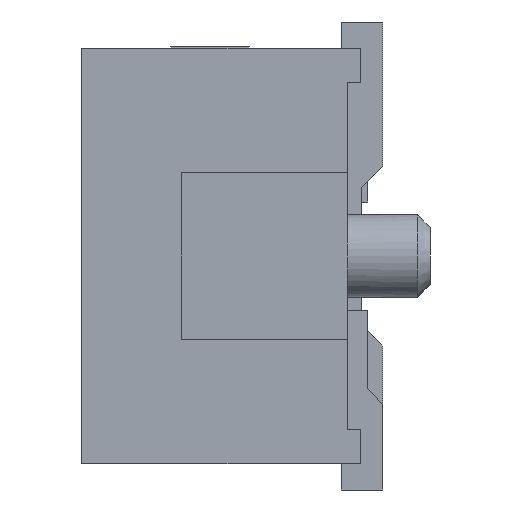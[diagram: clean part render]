
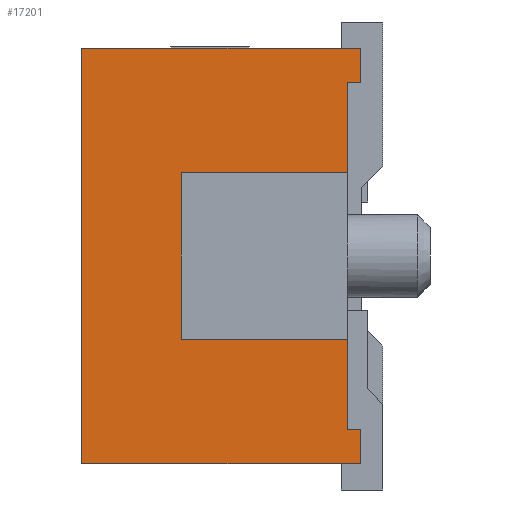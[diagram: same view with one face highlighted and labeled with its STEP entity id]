
A CAD part, left-side view. The second image highlights one B-rep face of the part: STEP entity #17201.
In plain terms, the highlighted planar face has unit normal (-1, 0, 0).
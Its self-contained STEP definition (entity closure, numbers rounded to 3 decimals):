
#935=DIRECTION('',(0.,0.,1.));
#936=VECTOR('',#935,1.385);
#937=CARTESIAN_POINT('',(-6.6,0.,-2.655));
#938=LINE('',#937,#936);
#939=DIRECTION('',(0.,1.,0.));
#940=VECTOR('',#939,0.2);
#941=CARTESIAN_POINT('',(-6.6,-0.2,-2.655));
#942=LINE('',#941,#940);
#943=DIRECTION('',(0.,0.,1.));
#944=VECTOR('',#943,0.52);
#945=CARTESIAN_POINT('',(-6.6,-0.2,-3.175));
#946=LINE('',#945,#944);
#947=DIRECTION('',(0.,-1.,0.));
#948=VECTOR('',#947,4.26);
#949=CARTESIAN_POINT('',(-6.6,4.06,-3.175));
#950=LINE('',#949,#948);
#951=DIRECTION('',(0.,0.,-1.));
#952=VECTOR('',#951,6.35);
#953=CARTESIAN_POINT('',(-6.6,4.06,3.175));
#954=LINE('',#953,#952);
#955=DIRECTION('',(0.,1.,0.));
#956=VECTOR('',#955,4.26);
#957=CARTESIAN_POINT('',(-6.6,-0.2,3.175));
#958=LINE('',#957,#956);
#959=DIRECTION('',(0.,0.,1.));
#960=VECTOR('',#959,0.52);
#961=CARTESIAN_POINT('',(-6.6,-0.2,2.655));
#962=LINE('',#961,#960);
#963=DIRECTION('',(0.,-1.,0.));
#964=VECTOR('',#963,0.2);
#965=CARTESIAN_POINT('',(-6.6,0.,2.655));
#966=LINE('',#965,#964);
#967=DIRECTION('',(0.,0.,1.));
#968=VECTOR('',#967,1.385);
#969=CARTESIAN_POINT('',(-6.6,0.,1.27));
#970=LINE('',#969,#968);
#1023=DIRECTION('',(0.,1.,0.));
#1024=VECTOR('',#1023,2.54);
#1025=CARTESIAN_POINT('',(-6.6,0.,1.27));
#1026=LINE('',#1025,#1024);
#1110=DIRECTION('',(0.,-1.,0.));
#1111=VECTOR('',#1110,2.54);
#1112=CARTESIAN_POINT('',(-6.6,2.54,-1.27));
#1113=LINE('',#1112,#1111);
#1122=DIRECTION('',(0.,0.,1.));
#1123=VECTOR('',#1122,2.54);
#1124=CARTESIAN_POINT('',(-6.6,2.54,-1.27));
#1125=LINE('',#1124,#1123);
#11711=CARTESIAN_POINT('',(-6.6,0.,2.655));
#11712=VERTEX_POINT('',#11711);
#11713=CARTESIAN_POINT('',(-6.6,0.,1.27));
#11714=VERTEX_POINT('',#11713);
#11727=CARTESIAN_POINT('',(-6.6,0.,-1.27));
#11728=VERTEX_POINT('',#11727);
#11729=CARTESIAN_POINT('',(-6.6,0.,-2.655));
#11730=VERTEX_POINT('',#11729);
#12563=CARTESIAN_POINT('',(-6.6,4.06,-3.175));
#12565=VERTEX_POINT('',#12563);
#12569=CARTESIAN_POINT('',(-6.6,4.06,3.175));
#12570=VERTEX_POINT('',#12569);
#13121=CARTESIAN_POINT('',(-6.6,-0.2,-3.175));
#13122=VERTEX_POINT('',#13121);
#13229=CARTESIAN_POINT('',(-6.6,-0.2,3.175));
#13230=VERTEX_POINT('',#13229);
#13861=CARTESIAN_POINT('',(-6.6,-0.2,2.655));
#13862=VERTEX_POINT('',#13861);
#14131=CARTESIAN_POINT('',(-6.6,-0.2,-2.655));
#14132=VERTEX_POINT('',#14131);
#15209=CARTESIAN_POINT('',(-6.6,2.54,1.27));
#15210=VERTEX_POINT('',#15209);
#15211=CARTESIAN_POINT('',(-6.6,2.54,-1.27));
#15212=VERTEX_POINT('',#15211);
#17176=CARTESIAN_POINT('',(-6.6,1.93,0.));
#17177=DIRECTION('',(1.,0.,0.));
#17178=DIRECTION('',(0.,0.,1.));
#17179=AXIS2_PLACEMENT_3D('',#17176,#17177,#17178);
#17180=PLANE('',#17179);
#17181=ORIENTED_EDGE('',*,*,#16129,.F.);
#17183=ORIENTED_EDGE('',*,*,#17182,.F.);
#17184=ORIENTED_EDGE('',*,*,#17169,.F.);
#17185=ORIENTED_EDGE('',*,*,#16861,.F.);
#17186=ORIENTED_EDGE('',*,*,#16216,.F.);
#17187=ORIENTED_EDGE('',*,*,#15510,.F.);
#17189=ORIENTED_EDGE('',*,*,#17188,.F.);
#17191=ORIENTED_EDGE('',*,*,#17190,.F.);
#17192=ORIENTED_EDGE('',*,*,#16145,.F.);
#17194=ORIENTED_EDGE('',*,*,#17193,.T.);
#17196=ORIENTED_EDGE('',*,*,#17195,.F.);
#17198=ORIENTED_EDGE('',*,*,#17197,.T.);
#17199=EDGE_LOOP('',(#17181,#17183,#17184,#17185,#17186,#17187,#17189,#17191,
#17192,#17194,#17196,#17198));
#17200=FACE_OUTER_BOUND('',#17199,.F.);
#17201=ADVANCED_FACE('',(#17200),#17180,.F.);
#15510=EDGE_CURVE('',#13230,#12570,#958,.T.);
#16129=EDGE_CURVE('',#11730,#11728,#938,.T.);
#16145=EDGE_CURVE('',#11714,#11712,#970,.T.);
#16216=EDGE_CURVE('',#12570,#12565,#954,.T.);
#16861=EDGE_CURVE('',#12565,#13122,#950,.T.);
#17169=EDGE_CURVE('',#13122,#14132,#946,.T.);
#17182=EDGE_CURVE('',#14132,#11730,#942,.T.);
#17188=EDGE_CURVE('',#13862,#13230,#962,.T.);
#17190=EDGE_CURVE('',#11712,#13862,#966,.T.);
#17193=EDGE_CURVE('',#11714,#15210,#1026,.T.);
#17195=EDGE_CURVE('',#15212,#15210,#1125,.T.);
#17197=EDGE_CURVE('',#15212,#11728,#1113,.T.);
